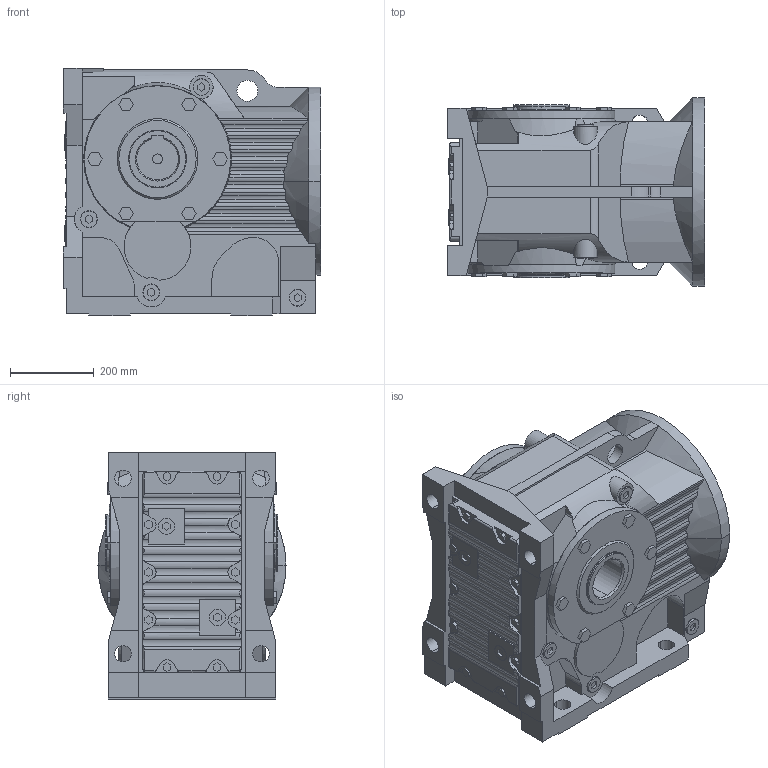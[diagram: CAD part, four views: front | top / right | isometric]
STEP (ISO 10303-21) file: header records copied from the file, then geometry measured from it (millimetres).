
FILE_DESCRIPTION(('STEP AP214'),'1');
FILE_NAME('cctmp_7035253A-9634-403F-932A-E648AF7638E7_2020_9_28_13_51_39_768..stp','2020-09-28T11:51:40',('SEW-EURODRIVE GmbH & Co KG'),('CADClick - www.CADClick.com'),'Spatial InterOp 3D postprocessed',' ','unknown authorization');
FILE_SCHEMA(('AUTOMOTIVE_DESIGN'));
Length unit declared in the file: millimetre
Products named in the file (1): 2020_09_28__13-51-39-753
Bounding box: 615 x 450 x 592 mm (x, y, z)
Volume: 111031328.5 mm3; surface area: 2073177.6 mm2
Topology: 1 solids, 3 shells, 731 faces, 1991 edges, 1324 vertices
Faces by surface type: plane 449, cylinder 262, cone 20
Entity records: 28650 total; most frequent: CARTESIAN_POINT 8021, ORIENTED_EDGE 3982, DIRECTION 3592, EDGE_CURVE 1991, LINE 1326, VECTOR 1326, VERTEX_POINT 1324, AXIS2_PLACEMENT_3D 1133
